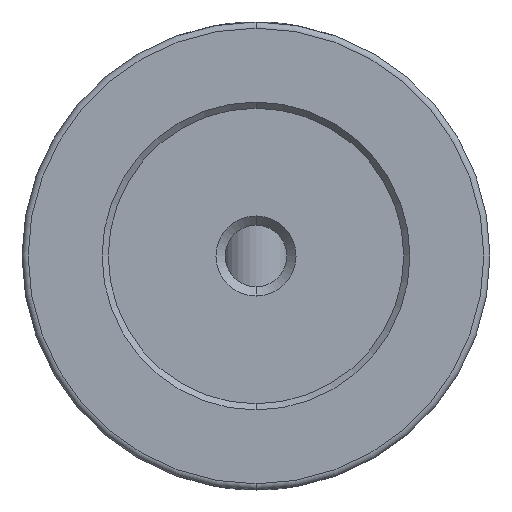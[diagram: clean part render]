
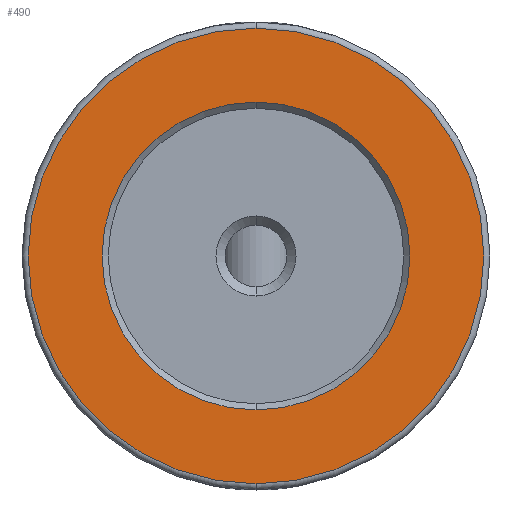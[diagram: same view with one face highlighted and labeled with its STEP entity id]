
A CAD part, front view. The second image highlights one B-rep face of the part: STEP entity #490.
In plain terms, the highlighted planar face has unit normal (0, -1, 0).
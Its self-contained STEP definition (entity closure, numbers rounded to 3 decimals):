
#73 = ORIENTED_EDGE ( 'NONE', *, *, #384, .T. ) ;
#74 = CARTESIAN_POINT ( 'NONE',  ( -85.227, -41.761, 412.5 ) ) ;
#76 = EDGE_CURVE ( 'NONE', #785, #694, #659, .T. ) ;
#117 = CIRCLE ( 'NONE', #500, 18.5 ) ;
#126 = VERTEX_POINT ( 'NONE', #382 ) ;
#128 = FACE_BOUND ( 'NONE', #149, .T. ) ;
#135 = DIRECTION ( 'NONE',  ( 0., 1., 0. ) ) ;
#149 = EDGE_LOOP ( 'NONE', ( #210, #679 ) ) ;
#167 = CIRCLE ( 'NONE', #662, 12.5 ) ;
#210 = ORIENTED_EDGE ( 'NONE', *, *, #76, .T. ) ;
#287 = VERTEX_POINT ( 'NONE', #316 ) ;
#289 = FACE_OUTER_BOUND ( 'NONE', #897, .T. ) ;
#316 = CARTESIAN_POINT ( 'NONE',  ( -85.227, -41.761, 418.5 ) ) ;
#374 = CARTESIAN_POINT ( 'NONE',  ( -85.227, -41.761, 400. ) ) ;
#382 = CARTESIAN_POINT ( 'NONE',  ( -85.227, -41.761, 381.5 ) ) ;
#384 = EDGE_CURVE ( 'NONE', #287, #126, #778, .T. ) ;
#422 = DIRECTION ( 'NONE',  ( 0., 0., 1. ) ) ;
#430 = AXIS2_PLACEMENT_3D ( 'NONE', #374, #834, #688 ) ;
#490 = ADVANCED_FACE ( 'NONE', ( #128, #289 ), #674, .F. ) ;
#500 = AXIS2_PLACEMENT_3D ( 'NONE', #879, #804, #422 ) ;
#545 = DIRECTION ( 'NONE',  ( 0., 0., 1. ) ) ;
#573 = DIRECTION ( 'NONE',  ( 0., 0., 1. ) ) ;
#636 = CARTESIAN_POINT ( 'NONE',  ( -85.227, -41.761, 400. ) ) ;
#642 = CARTESIAN_POINT ( 'NONE',  ( -85.227, -41.761, 400. ) ) ;
#659 = CIRCLE ( 'NONE', #430, 12.5 ) ;
#662 = AXIS2_PLACEMENT_3D ( 'NONE', #636, #947, #545 ) ;
#674 = PLANE ( 'NONE',  #895 ) ;
#679 = ORIENTED_EDGE ( 'NONE', *, *, #753, .T. ) ;
#688 = DIRECTION ( 'NONE',  ( 0., 0., 1. ) ) ;
#694 = VERTEX_POINT ( 'NONE', #767 ) ;
#753 = EDGE_CURVE ( 'NONE', #694, #785, #167, .T. ) ;
#767 = CARTESIAN_POINT ( 'NONE',  ( -85.227, -41.761, 387.5 ) ) ;
#778 = CIRCLE ( 'NONE', #874, 18.5 ) ;
#785 = VERTEX_POINT ( 'NONE', #74 ) ;
#793 = ORIENTED_EDGE ( 'NONE', *, *, #898, .T. ) ;
#804 = DIRECTION ( 'NONE',  ( 0., -1., 0. ) ) ;
#834 = DIRECTION ( 'NONE',  ( 0., 1., 0. ) ) ;
#874 = AXIS2_PLACEMENT_3D ( 'NONE', #642, #950, #573 ) ;
#879 = CARTESIAN_POINT ( 'NONE',  ( -85.227, -41.761, 400. ) ) ;
#895 = AXIS2_PLACEMENT_3D ( 'NONE', #908, #135, #993 ) ;
#897 = EDGE_LOOP ( 'NONE', ( #73, #793 ) ) ;
#898 = EDGE_CURVE ( 'NONE', #126, #287, #117, .T. ) ;
#908 = CARTESIAN_POINT ( 'NONE',  ( -85.227, -41.761, 400. ) ) ;
#947 = DIRECTION ( 'NONE',  ( 0., 1., 0. ) ) ;
#950 = DIRECTION ( 'NONE',  ( 0., -1., 0. ) ) ;
#993 = DIRECTION ( 'NONE',  ( 0., 0., 1. ) ) ;
